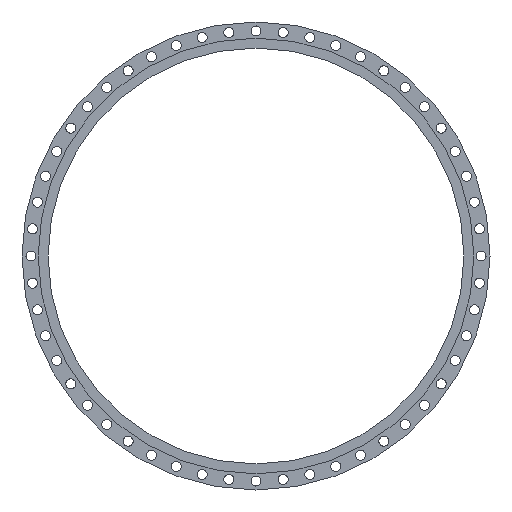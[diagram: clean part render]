
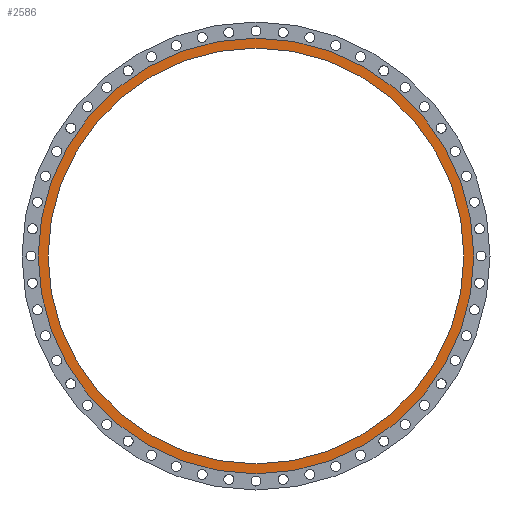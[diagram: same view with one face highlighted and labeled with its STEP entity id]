
A CAD part, left-side view. The second image highlights one B-rep face of the part: STEP entity #2586.
In plain terms, the highlighted planar face has unit normal (-1, 0, 0).
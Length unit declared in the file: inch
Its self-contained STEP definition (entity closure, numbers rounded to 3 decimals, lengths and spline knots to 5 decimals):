
#291 = DIRECTION ( 'NONE',  ( -1., 0., 0. ) ) ;
#464 = CIRCLE ( 'NONE', #3999, 27.375 ) ;
#477 = EDGE_CURVE ( 'NONE', #3424, #1202, #561, .T. ) ;
#561 = CIRCLE ( 'NONE', #3130, 27.375 ) ;
#792 = CARTESIAN_POINT ( 'NONE',  ( -0.14414, 0., -27.375 ) ) ;
#973 = AXIS2_PLACEMENT_3D ( 'NONE', #2616, #2660, #3352 ) ;
#1143 = DIRECTION ( 'NONE',  ( -1., 0., 0. ) ) ;
#1168 = CARTESIAN_POINT ( 'NONE',  ( -0.14414, 0., 0. ) ) ;
#1186 = VERTEX_POINT ( 'NONE', #4297 ) ;
#1202 = VERTEX_POINT ( 'NONE', #1629 ) ;
#1311 = EDGE_LOOP ( 'NONE', ( #2264, #2065 ) ) ;
#1368 = AXIS2_PLACEMENT_3D ( 'NONE', #3510, #1143, #3187 ) ;
#1629 = CARTESIAN_POINT ( 'NONE',  ( -0.14414, 0., 27.375 ) ) ;
#1640 = FACE_OUTER_BOUND ( 'NONE', #1311, .T. ) ;
#1813 = ORIENTED_EDGE ( 'NONE', *, *, #3850, .F. ) ;
#1924 = CARTESIAN_POINT ( 'NONE',  ( -0.14414, 0., 0. ) ) ;
#2015 = EDGE_CURVE ( 'NONE', #1202, #3424, #464, .T. ) ;
#2065 = ORIENTED_EDGE ( 'NONE', *, *, #477, .T. ) ;
#2244 = DIRECTION ( 'NONE',  ( -1., 0., 0. ) ) ;
#2264 = ORIENTED_EDGE ( 'NONE', *, *, #2015, .T. ) ;
#2491 = DIRECTION ( 'NONE',  ( -1., 0., 0. ) ) ;
#2580 = PLANE ( 'NONE',  #3016 ) ;
#2586 = ADVANCED_FACE ( 'NONE', ( #1640, #3576 ), #2580, .T. ) ;
#2616 = CARTESIAN_POINT ( 'NONE',  ( -0.14414, 0., 0. ) ) ;
#2660 = DIRECTION ( 'NONE',  ( -1., 0., 0. ) ) ;
#2938 = EDGE_CURVE ( 'NONE', #1186, #4070, #3945, .T. ) ;
#3016 = AXIS2_PLACEMENT_3D ( 'NONE', #1924, #291, #4289 ) ;
#3130 = AXIS2_PLACEMENT_3D ( 'NONE', #1168, #2491, #3825 ) ;
#3187 = DIRECTION ( 'NONE',  ( 0., 0., 1. ) ) ;
#3269 = DIRECTION ( 'NONE',  ( 0., 0., 1. ) ) ;
#3352 = DIRECTION ( 'NONE',  ( 0., 0., 1. ) ) ;
#3424 = VERTEX_POINT ( 'NONE', #792 ) ;
#3484 = EDGE_LOOP ( 'NONE', ( #1813, #4271 ) ) ;
#3510 = CARTESIAN_POINT ( 'NONE',  ( -0.14414, 0., 0. ) ) ;
#3576 = FACE_BOUND ( 'NONE', #3484, .T. ) ;
#3799 = CARTESIAN_POINT ( 'NONE',  ( -0.14414, 0., 26.125 ) ) ;
#3825 = DIRECTION ( 'NONE',  ( 0., 0., 1. ) ) ;
#3826 = CIRCLE ( 'NONE', #973, 26.125 ) ;
#3850 = EDGE_CURVE ( 'NONE', #4070, #1186, #3826, .T. ) ;
#3945 = CIRCLE ( 'NONE', #1368, 26.125 ) ;
#3999 = AXIS2_PLACEMENT_3D ( 'NONE', #4217, #2244, #3269 ) ;
#4070 = VERTEX_POINT ( 'NONE', #3799 ) ;
#4217 = CARTESIAN_POINT ( 'NONE',  ( -0.14414, 0., 0. ) ) ;
#4271 = ORIENTED_EDGE ( 'NONE', *, *, #2938, .F. ) ;
#4289 = DIRECTION ( 'NONE',  ( 0., 0., 1. ) ) ;
#4297 = CARTESIAN_POINT ( 'NONE',  ( -0.14414, 0., -26.125 ) ) ;
